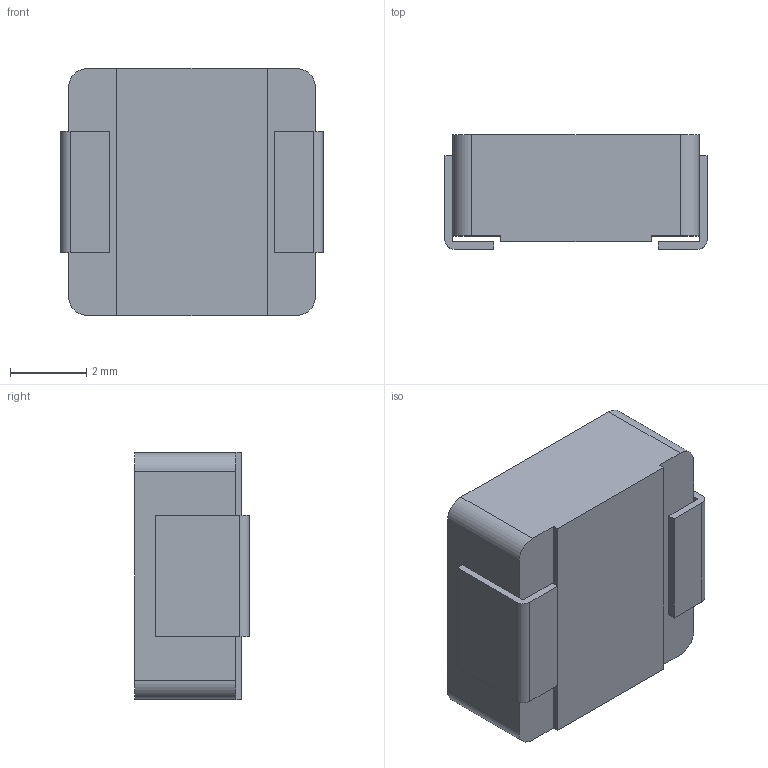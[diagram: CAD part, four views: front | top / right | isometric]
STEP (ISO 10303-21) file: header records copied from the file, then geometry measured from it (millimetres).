
FILE_DESCRIPTION (( 'STEP AP214' ), '1' );
FILE_NAME ('IHLP2525CZER1R0M01.STEP', '2023-04-06T20:22:29', ( '' ), ( '' ), 'SwSTEP 2.0', 'SolidWorks 2021', '' );
FILE_SCHEMA (( 'AUTOMOTIVE_DESIGN' ));
Length unit declared in the file: millimetre
Products named in the file (1): IHLP2525CZER1R0M01
Bounding box: 6.86 x 3 x 6.47 mm (x, y, z)
Volume: 118.5 mm3; surface area: 201.9 mm2
Topology: 3 solids, 3 shells, 34 faces, 84 edges, 56 vertices
Faces by surface type: plane 26, cylinder 8
Entity records: 1056 total; most frequent: CARTESIAN_POINT 175, DIRECTION 170, ORIENTED_EDGE 168, EDGE_CURVE 84, LINE 68, VECTOR 68, VERTEX_POINT 56, AXIS2_PLACEMENT_3D 51
